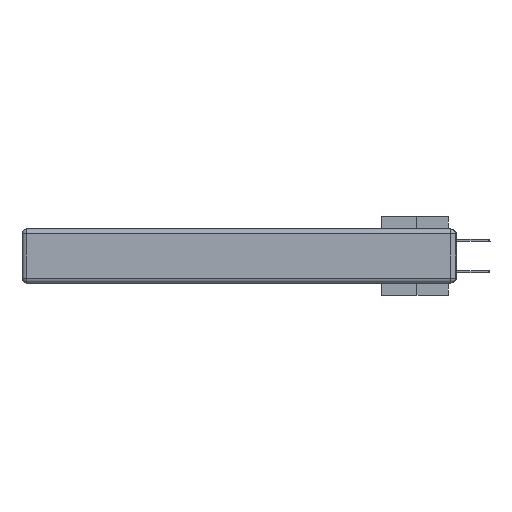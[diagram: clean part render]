
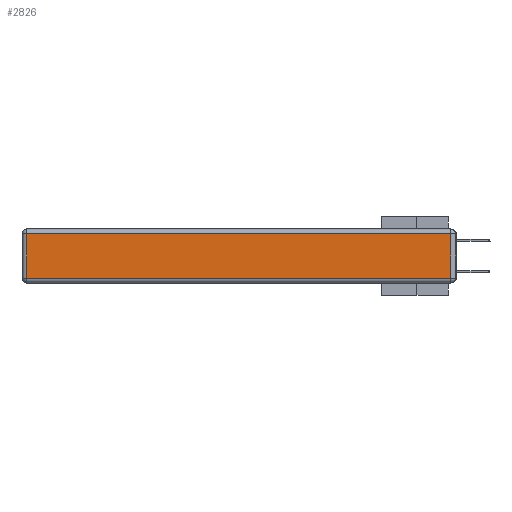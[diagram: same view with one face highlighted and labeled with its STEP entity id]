
A CAD part, left-side view. The second image highlights one B-rep face of the part: STEP entity #2826.
In plain terms, the highlighted planar face has unit normal (-1, 0, 0).
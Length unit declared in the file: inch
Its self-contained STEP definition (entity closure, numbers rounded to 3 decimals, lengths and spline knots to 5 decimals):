
#708 = DIRECTION ( 'NONE',  ( 0., -1., 0. ) ) ;
#1025 = CARTESIAN_POINT ( 'NONE',  ( 0., 0., -0.313 ) ) ;
#1364 = VECTOR ( 'NONE', #4832, 39.37008 ) ;
#1947 = EDGE_LOOP ( 'NONE', ( #2353, #8595, #4965, #16814 ) ) ;
#2353 = ORIENTED_EDGE ( 'NONE', *, *, #22483, .T. ) ;
#2826 = ADVANCED_FACE ( 'NONE', ( #15747 ), #20415, .T. ) ;
#3422 = DIRECTION ( 'NONE',  ( -1., 0., 0. ) ) ;
#4091 = DIRECTION ( 'NONE',  ( 0., 0., -1. ) ) ;
#4832 = DIRECTION ( 'NONE',  ( 0., 0., 1. ) ) ;
#4965 = ORIENTED_EDGE ( 'NONE', *, *, #15906, .T. ) ;
#7299 = VECTOR ( 'NONE', #26351, 39.37008 ) ;
#8544 = EDGE_CURVE ( 'NONE', #25252, #30375, #17010, .T. ) ;
#8595 = ORIENTED_EDGE ( 'NONE', *, *, #8544, .T. ) ;
#9021 = CARTESIAN_POINT ( 'NONE',  ( 0., 0.03, -0.03 ) ) ;
#9640 = CARTESIAN_POINT ( 'NONE',  ( 0., 0.03, -0.343 ) ) ;
#11027 = EDGE_CURVE ( 'NONE', #28621, #27026, #31016, .T. ) ;
#12216 = LINE ( 'NONE', #26830, #7299 ) ;
#13330 = LINE ( 'NONE', #1025, #20403 ) ;
#15747 = FACE_OUTER_BOUND ( 'NONE', #1947, .T. ) ;
#15906 = EDGE_CURVE ( 'NONE', #30375, #28621, #12216, .T. ) ;
#16309 = VECTOR ( 'NONE', #4091, 39.37008 ) ;
#16814 = ORIENTED_EDGE ( 'NONE', *, *, #11027, .T. ) ;
#17010 = LINE ( 'NONE', #9640, #1364 ) ;
#19293 = CARTESIAN_POINT ( 'NONE',  ( 0., 0.03, -0.313 ) ) ;
#20403 = VECTOR ( 'NONE', #708, 39.37008 ) ;
#20415 = PLANE ( 'NONE',  #22569 ) ;
#21197 = CARTESIAN_POINT ( 'NONE',  ( 0., 2.72, -0.313 ) ) ;
#22483 = EDGE_CURVE ( 'NONE', #27026, #25252, #13330, .T. ) ;
#22569 = AXIS2_PLACEMENT_3D ( 'NONE', #28269, #3422, #30668 ) ;
#25252 = VERTEX_POINT ( 'NONE', #19293 ) ;
#26351 = DIRECTION ( 'NONE',  ( 0., 1., 0. ) ) ;
#26830 = CARTESIAN_POINT ( 'NONE',  ( 0., 2.75, -0.03 ) ) ;
#27026 = VERTEX_POINT ( 'NONE', #21197 ) ;
#28160 = CARTESIAN_POINT ( 'NONE',  ( 0., 2.72, -0.343 ) ) ;
#28269 = CARTESIAN_POINT ( 'NONE',  ( 0., 0., -0.343 ) ) ;
#28621 = VERTEX_POINT ( 'NONE', #30878 ) ;
#30375 = VERTEX_POINT ( 'NONE', #9021 ) ;
#30668 = DIRECTION ( 'NONE',  ( 0., 0., 1. ) ) ;
#30878 = CARTESIAN_POINT ( 'NONE',  ( 0., 2.72, -0.03 ) ) ;
#31016 = LINE ( 'NONE', #28160, #16309 ) ;
